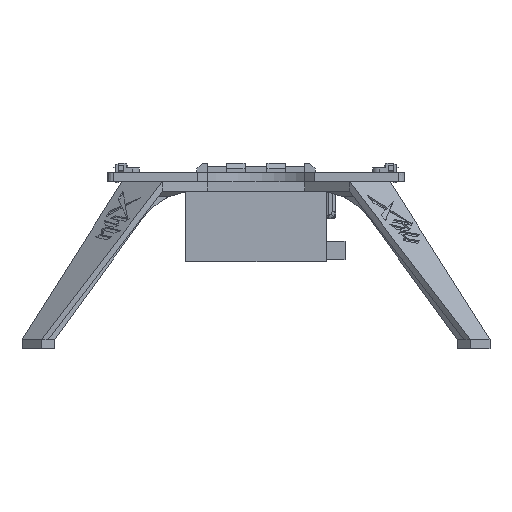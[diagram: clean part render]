
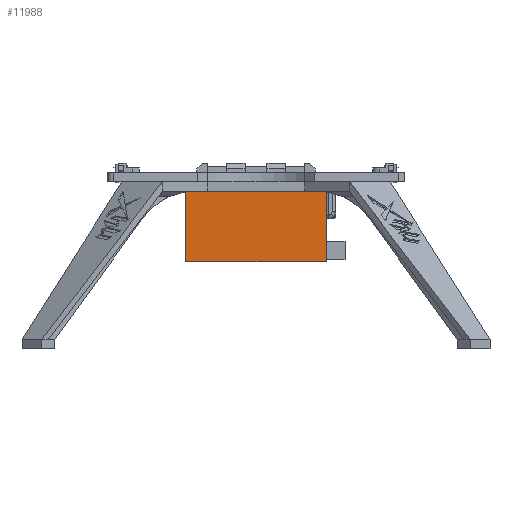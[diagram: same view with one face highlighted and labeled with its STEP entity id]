
A CAD part, left-side view. The second image highlights one B-rep face of the part: STEP entity #11988.
In plain terms, the highlighted planar face has unit normal (-1, 0, 0).
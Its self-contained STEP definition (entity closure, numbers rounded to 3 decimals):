
#984=PLANE('',#12793);
#1592=FACE_OUTER_BOUND('',#2349,.T.);
#2349=EDGE_LOOP('',(#10811,#10812,#10813,#10814));
#3561=LINE('',#20206,#4900);
#3562=LINE('',#20208,#4901);
#3563=LINE('',#20210,#4902);
#3564=LINE('',#20211,#4903);
#4900=VECTOR('',#15187,10.);
#4901=VECTOR('',#15188,10.);
#4902=VECTOR('',#15189,10.);
#4903=VECTOR('',#15190,10.);
#6219=VERTEX_POINT('',#20204);
#6220=VERTEX_POINT('',#20205);
#6221=VERTEX_POINT('',#20207);
#6222=VERTEX_POINT('',#20209);
#7785=EDGE_CURVE('',#6219,#6220,#3561,.T.);
#7786=EDGE_CURVE('',#6219,#6221,#3562,.T.);
#7787=EDGE_CURVE('',#6222,#6221,#3563,.T.);
#7788=EDGE_CURVE('',#6220,#6222,#3564,.T.);
#10811=ORIENTED_EDGE('',*,*,#7785,.F.);
#10812=ORIENTED_EDGE('',*,*,#7786,.T.);
#10813=ORIENTED_EDGE('',*,*,#7787,.F.);
#10814=ORIENTED_EDGE('',*,*,#7788,.F.);
#11988=ADVANCED_FACE('',(#1592),#984,.T.);
#12793=AXIS2_PLACEMENT_3D('',#20203,#15185,#15186);
#15185=DIRECTION('center_axis',(-1.,0.,0.));
#15186=DIRECTION('ref_axis',(0.,-1.,0.));
#15187=DIRECTION('',(0.,1.,0.));
#15188=DIRECTION('',(0.,0.,1.));
#15189=DIRECTION('',(0.,-1.,0.));
#15190=DIRECTION('',(0.,0.,1.));
#20203=CARTESIAN_POINT('Origin',(0.,0.,0.));
#20204=CARTESIAN_POINT('',(0.,-38.,0.));
#20205=CARTESIAN_POINT('',(0.,0.,0.));
#20206=CARTESIAN_POINT('',(0.,-38.,0.));
#20207=CARTESIAN_POINT('',(0.,-38.,76.));
#20208=CARTESIAN_POINT('',(0.,-38.,0.));
#20209=CARTESIAN_POINT('',(0.,0.,76.));
#20210=CARTESIAN_POINT('',(0.,-38.,76.));
#20211=CARTESIAN_POINT('',(0.,0.,0.));
